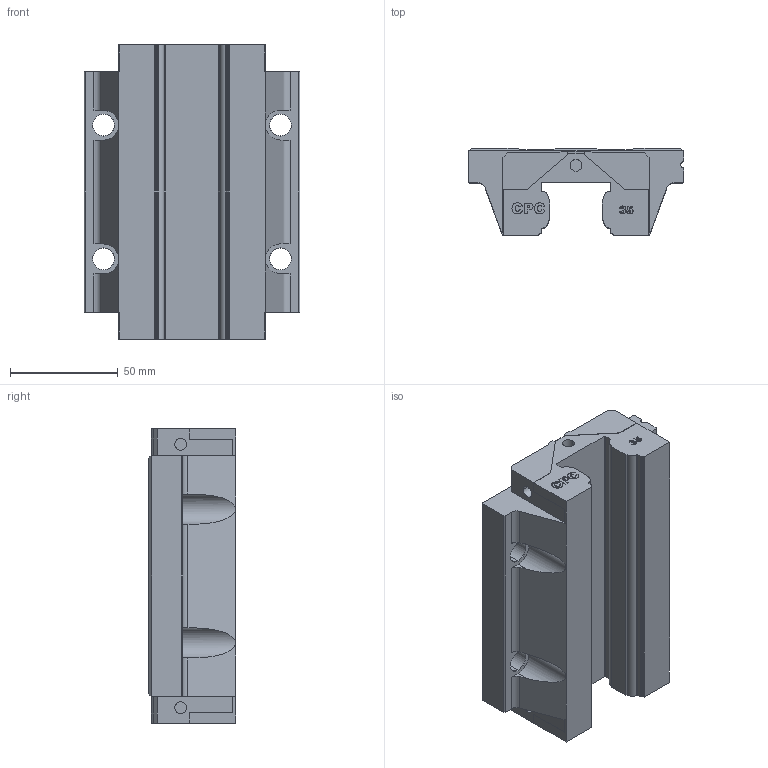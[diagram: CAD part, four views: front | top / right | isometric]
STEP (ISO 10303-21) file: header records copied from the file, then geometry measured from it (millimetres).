
FILE_DESCRIPTION (( 'STEP AP214' ), '1' );
FILE_NAME ('HRC35FL-block.STEP', '2013-03-11T09:39:22', ( 'CPC' ), ( '' ), 'SwSTEP 2.0', 'SolidWorks 2010', '' );
FILE_SCHEMA (( 'AUTOMOTIVE_DESIGN' ));
Length unit declared in the file: millimetre
Products named in the file (1): HRC35FL-block
Bounding box: 100 x 40.4 x 136.6 mm (x, y, z)
Volume: 346165.4 mm3; surface area: 50837.2 mm2
Topology: 1 solids, 1 shells, 349 faces, 955 edges, 630 vertices
Faces by surface type: plane 171, bspline 96, cylinder 66, cone 16
Entity records: 19493 total; most frequent: CARTESIAN_POINT 10239, ORIENTED_EDGE 1910, DIRECTION 1407, EDGE_CURVE 955, VERTEX_POINT 630, VECTOR 611, LINE 611, AXIS2_PLACEMENT_3D 398
